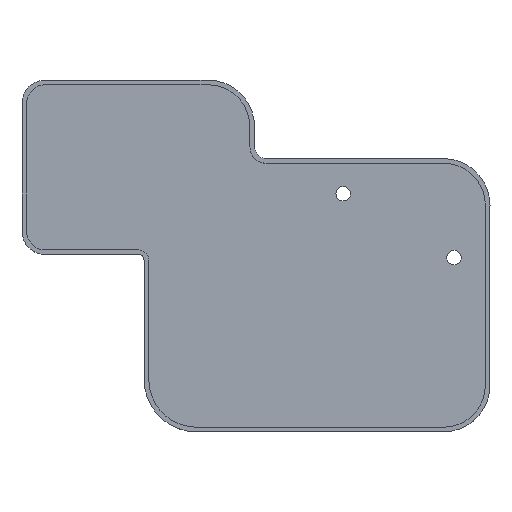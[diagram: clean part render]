
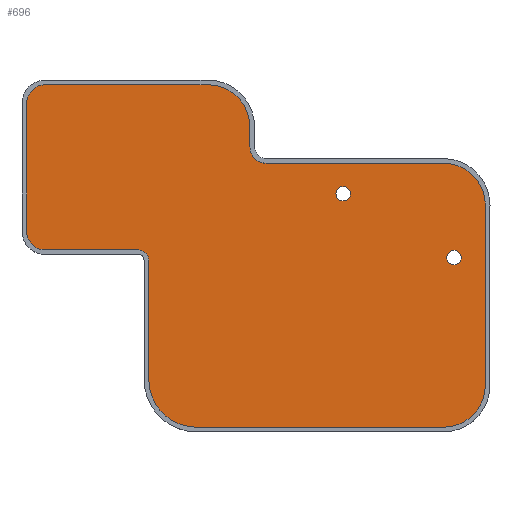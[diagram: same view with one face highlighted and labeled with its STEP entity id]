
A CAD part, top view. The second image highlights one B-rep face of the part: STEP entity #696.
In plain terms, the highlighted planar face has unit normal (0, 0, 1).
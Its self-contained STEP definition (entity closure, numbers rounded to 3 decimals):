
#15=FACE_BOUND('',#95,.T.);
#16=FACE_BOUND('',#96,.T.);
#28=PLANE('',#767);
#57=FACE_OUTER_BOUND('',#94,.T.);
#94=EDGE_LOOP('',(#528,#529,#530,#531,#532,#533,#534,#535,#536,#537,#538,
#539,#540,#541,#542,#543));
#95=EDGE_LOOP('',(#544));
#96=EDGE_LOOP('',(#545));
#122=LINE('',#1036,#188);
#127=LINE('',#1049,#193);
#131=LINE('',#1061,#197);
#135=LINE('',#1073,#201);
#139=LINE('',#1085,#205);
#143=LINE('',#1097,#209);
#147=LINE('',#1109,#213);
#151=LINE('',#1121,#217);
#188=VECTOR('',#822,10.);
#193=VECTOR('',#835,10.);
#197=VECTOR('',#847,10.);
#201=VECTOR('',#859,10.);
#205=VECTOR('',#871,10.);
#209=VECTOR('',#883,10.);
#213=VECTOR('',#895,10.);
#217=VECTOR('',#907,10.);
#250=CIRCLE('',#730,1.25);
#252=CIRCLE('',#733,1.25);
#255=CIRCLE('',#738,7.2);
#257=CIRCLE('',#742,2.8);
#259=CIRCLE('',#746,7.2);
#261=CIRCLE('',#750,3.2);
#263=CIRCLE('',#754,3.2);
#265=CIRCLE('',#758,1.8);
#267=CIRCLE('',#762,8.2);
#269=CIRCLE('',#766,7.2);
#286=VERTEX_POINT('',#1018);
#288=VERTEX_POINT('',#1024);
#292=VERTEX_POINT('',#1033);
#293=VERTEX_POINT('',#1035);
#295=VERTEX_POINT('',#1041);
#297=VERTEX_POINT('',#1047);
#299=VERTEX_POINT('',#1053);
#301=VERTEX_POINT('',#1059);
#303=VERTEX_POINT('',#1065);
#305=VERTEX_POINT('',#1071);
#307=VERTEX_POINT('',#1077);
#309=VERTEX_POINT('',#1083);
#311=VERTEX_POINT('',#1089);
#313=VERTEX_POINT('',#1095);
#315=VERTEX_POINT('',#1101);
#317=VERTEX_POINT('',#1107);
#319=VERTEX_POINT('',#1113);
#321=VERTEX_POINT('',#1119);
#354=EDGE_CURVE('',#286,#286,#250,.T.);
#357=EDGE_CURVE('',#288,#288,#252,.T.);
#362=EDGE_CURVE('',#292,#293,#122,.T.);
#366=EDGE_CURVE('',#295,#292,#255,.T.);
#369=EDGE_CURVE('',#297,#295,#127,.T.);
#372=EDGE_CURVE('',#299,#297,#257,.T.);
#375=EDGE_CURVE('',#301,#299,#131,.T.);
#378=EDGE_CURVE('',#303,#301,#259,.T.);
#381=EDGE_CURVE('',#305,#303,#135,.T.);
#384=EDGE_CURVE('',#307,#305,#261,.T.);
#387=EDGE_CURVE('',#309,#307,#139,.T.);
#390=EDGE_CURVE('',#311,#309,#263,.T.);
#393=EDGE_CURVE('',#313,#311,#143,.T.);
#396=EDGE_CURVE('',#315,#313,#265,.T.);
#399=EDGE_CURVE('',#317,#315,#147,.T.);
#402=EDGE_CURVE('',#319,#317,#267,.T.);
#405=EDGE_CURVE('',#321,#319,#151,.T.);
#407=EDGE_CURVE('',#293,#321,#269,.T.);
#528=ORIENTED_EDGE('',*,*,#407,.F.);
#529=ORIENTED_EDGE('',*,*,#362,.F.);
#530=ORIENTED_EDGE('',*,*,#366,.F.);
#531=ORIENTED_EDGE('',*,*,#369,.F.);
#532=ORIENTED_EDGE('',*,*,#372,.F.);
#533=ORIENTED_EDGE('',*,*,#375,.F.);
#534=ORIENTED_EDGE('',*,*,#378,.F.);
#535=ORIENTED_EDGE('',*,*,#381,.F.);
#536=ORIENTED_EDGE('',*,*,#384,.F.);
#537=ORIENTED_EDGE('',*,*,#387,.F.);
#538=ORIENTED_EDGE('',*,*,#390,.F.);
#539=ORIENTED_EDGE('',*,*,#393,.F.);
#540=ORIENTED_EDGE('',*,*,#396,.F.);
#541=ORIENTED_EDGE('',*,*,#399,.F.);
#542=ORIENTED_EDGE('',*,*,#402,.F.);
#543=ORIENTED_EDGE('',*,*,#405,.F.);
#544=ORIENTED_EDGE('',*,*,#354,.T.);
#545=ORIENTED_EDGE('',*,*,#357,.T.);
#696=ADVANCED_FACE('',(#57,#15,#16),#28,.T.);
#730=AXIS2_PLACEMENT_3D('',#1019,#806,#807);
#733=AXIS2_PLACEMENT_3D('',#1025,#813,#814);
#738=AXIS2_PLACEMENT_3D('',#1043,#829,#830);
#742=AXIS2_PLACEMENT_3D('',#1055,#841,#842);
#746=AXIS2_PLACEMENT_3D('',#1067,#853,#854);
#750=AXIS2_PLACEMENT_3D('',#1079,#865,#866);
#754=AXIS2_PLACEMENT_3D('',#1091,#877,#878);
#758=AXIS2_PLACEMENT_3D('',#1103,#889,#890);
#762=AXIS2_PLACEMENT_3D('',#1115,#901,#902);
#766=AXIS2_PLACEMENT_3D('',#1124,#912,#913);
#767=AXIS2_PLACEMENT_3D('',#1125,#914,#915);
#806=DIRECTION('center_axis',(0.,0.,-1.));
#807=DIRECTION('ref_axis',(-1.,0.,0.));
#813=DIRECTION('center_axis',(0.,0.,-1.));
#814=DIRECTION('ref_axis',(-1.,0.,0.));
#822=DIRECTION('',(0.,-1.,0.));
#829=DIRECTION('center_axis',(0.,0.,-1.));
#830=DIRECTION('ref_axis',(1.,0.,0.));
#835=DIRECTION('',(1.,0.,0.));
#841=DIRECTION('center_axis',(0.,0.,1.));
#842=DIRECTION('ref_axis',(-1.,0.,0.));
#847=DIRECTION('',(0.,-1.,0.));
#853=DIRECTION('center_axis',(0.,0.,-1.));
#854=DIRECTION('ref_axis',(1.,0.,0.));
#859=DIRECTION('',(1.,0.,0.));
#865=DIRECTION('center_axis',(0.,0.,-1.));
#866=DIRECTION('ref_axis',(0.,1.,0.));
#871=DIRECTION('',(0.,1.,0.));
#877=DIRECTION('center_axis',(0.,0.,-1.));
#878=DIRECTION('ref_axis',(-1.,0.,0.));
#883=DIRECTION('',(-1.,0.,0.));
#889=DIRECTION('center_axis',(0.,0.,1.));
#890=DIRECTION('ref_axis',(1.,0.,0.));
#895=DIRECTION('',(0.,1.,0.));
#901=DIRECTION('center_axis',(0.,0.,-1.));
#902=DIRECTION('ref_axis',(-1.,0.,0.));
#907=DIRECTION('',(-1.,0.,0.));
#912=DIRECTION('center_axis',(0.,0.,-1.));
#913=DIRECTION('ref_axis',(0.,-1.,0.));
#914=DIRECTION('center_axis',(0.,0.,1.));
#915=DIRECTION('ref_axis',(-1.,0.,0.));
#1018=CARTESIAN_POINT('',(-22.523,1.462,-65.8));
#1019=CARTESIAN_POINT('Origin',(-23.773,1.462,-65.8));
#1024=CARTESIAN_POINT('',(-3.47,-9.538,-65.8));
#1025=CARTESIAN_POINT('Origin',(-4.72,-9.538,-65.8));
#1033=CARTESIAN_POINT('',(0.683,-0.501,-65.8));
#1035=CARTESIAN_POINT('',(0.682,-31.501,-65.8));
#1036=CARTESIAN_POINT('',(0.683,-0.501,-65.8));
#1041=CARTESIAN_POINT('',(-6.517,6.699,-65.8));
#1043=CARTESIAN_POINT('Origin',(-6.517,-0.501,-65.8));
#1047=CARTESIAN_POINT('',(-37.017,6.7,-65.8));
#1049=CARTESIAN_POINT('',(-37.017,6.7,-65.8));
#1053=CARTESIAN_POINT('',(-39.817,9.5,-65.8));
#1055=CARTESIAN_POINT('Origin',(-37.017,9.5,-65.8));
#1059=CARTESIAN_POINT('',(-39.817,13.,-65.8));
#1061=CARTESIAN_POINT('',(-39.817,9.5,-65.8));
#1065=CARTESIAN_POINT('',(-47.017,20.2,-65.8));
#1067=CARTESIAN_POINT('Origin',(-47.017,13.,-65.8));
#1071=CARTESIAN_POINT('',(-75.017,20.2,-65.8));
#1073=CARTESIAN_POINT('',(-75.017,20.2,-65.8));
#1077=CARTESIAN_POINT('',(-78.217,17.,-65.8));
#1079=CARTESIAN_POINT('Origin',(-75.017,17.,-65.8));
#1083=CARTESIAN_POINT('',(-78.217,-5.,-65.8));
#1085=CARTESIAN_POINT('',(-78.217,17.,-65.8));
#1089=CARTESIAN_POINT('',(-75.017,-8.2,-65.8));
#1091=CARTESIAN_POINT('Origin',(-75.017,-5.,-65.8));
#1095=CARTESIAN_POINT('',(-59.017,-8.2,-65.8));
#1097=CARTESIAN_POINT('',(-75.017,-8.2,-65.8));
#1101=CARTESIAN_POINT('',(-57.217,-10.,-65.8));
#1103=CARTESIAN_POINT('Origin',(-59.017,-10.,-65.8));
#1107=CARTESIAN_POINT('',(-57.217,-30.5,-65.8));
#1109=CARTESIAN_POINT('',(-57.217,-30.5,-65.8));
#1113=CARTESIAN_POINT('',(-49.017,-38.7,-65.8));
#1115=CARTESIAN_POINT('Origin',(-49.017,-30.5,-65.8));
#1119=CARTESIAN_POINT('',(-6.518,-38.701,-65.8));
#1121=CARTESIAN_POINT('',(-6.518,-38.701,-65.8));
#1124=CARTESIAN_POINT('Origin',(-6.518,-31.501,-65.8));
#1125=CARTESIAN_POINT('Origin',(-38.767,-9.25,-65.8));
